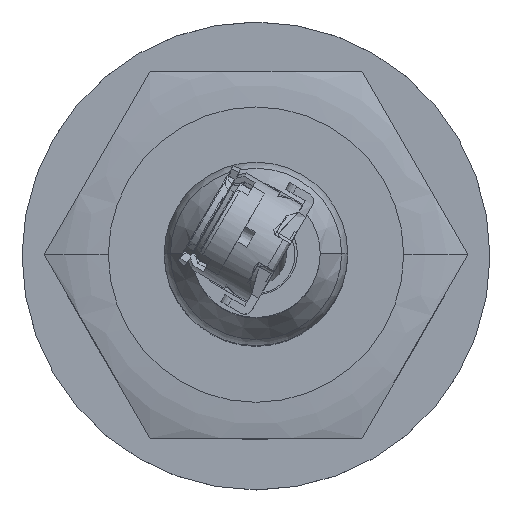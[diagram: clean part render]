
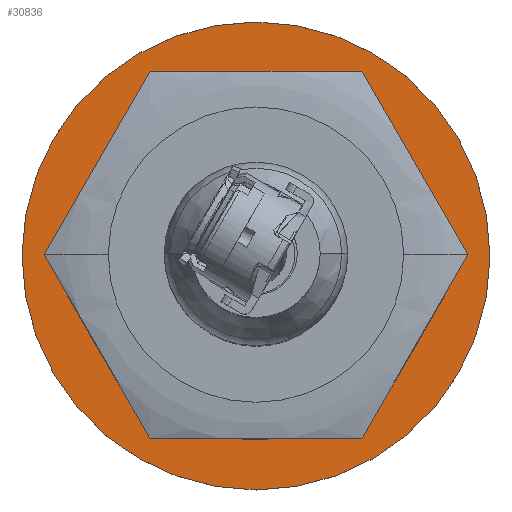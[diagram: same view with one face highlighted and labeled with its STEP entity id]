
A CAD part, top view. The second image highlights one B-rep face of the part: STEP entity #30836.
In plain terms, the highlighted face is planar.
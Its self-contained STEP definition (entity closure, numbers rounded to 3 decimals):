
#193 = FACE_BOUND ( 'NONE', #22517, .T. ) ;
#1073 = DIRECTION ( 'NONE',  ( 0., 0., -1. ) ) ;
#2228 = AXIS2_PLACEMENT_3D ( 'NONE', #22847, #2601, #1073 ) ;
#2601 = DIRECTION ( 'NONE',  ( 1., 0., 0. ) ) ;
#2997 = AXIS2_PLACEMENT_3D ( 'NONE', #3755, #22459, #3919 ) ;
#3755 = CARTESIAN_POINT ( 'NONE',  ( 0., 0., 0. ) ) ;
#3919 = DIRECTION ( 'NONE',  ( 0., 0., -1. ) ) ;
#4819 = FACE_OUTER_BOUND ( 'NONE', #30153, .T. ) ;
#7760 = AXIS2_PLACEMENT_3D ( 'NONE', #17276, #17117, #17610 ) ;
#7773 = CIRCLE ( 'NONE', #2997, 5.1 ) ;
#8607 = EDGE_CURVE ( 'NONE', #24790, #14063, #11223, .T. ) ;
#10168 = CARTESIAN_POINT ( 'NONE',  ( 0., 0., 5.1 ) ) ;
#10280 = CARTESIAN_POINT ( 'NONE',  ( 0., 0., 0. ) ) ;
#11074 = CARTESIAN_POINT ( 'NONE',  ( 0., 0., -5.1 ) ) ;
#11223 = CIRCLE ( 'NONE', #2228, 5.1 ) ;
#11350 = DIRECTION ( 'NONE',  ( 0., 0., -1. ) ) ;
#14063 = VERTEX_POINT ( 'NONE', #11074 ) ;
#14911 = CIRCLE ( 'NONE', #22856, 4. ) ;
#16085 = CARTESIAN_POINT ( 'NONE',  ( 0., 0., -4. ) ) ;
#16812 = EDGE_CURVE ( 'NONE', #30373, #22631, #26292, .T. ) ;
#16840 = CARTESIAN_POINT ( 'NONE',  ( 0., 0., 4. ) ) ;
#17117 = DIRECTION ( 'NONE',  ( 1., 0., 0. ) ) ;
#17276 = CARTESIAN_POINT ( 'NONE',  ( 0., 0., 0. ) ) ;
#17610 = DIRECTION ( 'NONE',  ( 0., 0., -1. ) ) ;
#18438 = AXIS2_PLACEMENT_3D ( 'NONE', #10280, #30058, #27880 ) ;
#20168 = EDGE_CURVE ( 'NONE', #22631, #30373, #14911, .T. ) ;
#22459 = DIRECTION ( 'NONE',  ( 1., 0., 0. ) ) ;
#22517 = EDGE_LOOP ( 'NONE', ( #29253, #29691 ) ) ;
#22631 = VERTEX_POINT ( 'NONE', #16840 ) ;
#22847 = CARTESIAN_POINT ( 'NONE',  ( 0., 0., 0. ) ) ;
#22856 = AXIS2_PLACEMENT_3D ( 'NONE', #28781, #26458, #11350 ) ;
#23771 = ORIENTED_EDGE ( 'NONE', *, *, #26010, .F. ) ;
#24705 = ORIENTED_EDGE ( 'NONE', *, *, #8607, .F. ) ;
#24790 = VERTEX_POINT ( 'NONE', #10168 ) ;
#26010 = EDGE_CURVE ( 'NONE', #14063, #24790, #7773, .T. ) ;
#26292 = CIRCLE ( 'NONE', #7760, 4. ) ;
#26458 = DIRECTION ( 'NONE',  ( 1., 0., 0. ) ) ;
#27880 = DIRECTION ( 'NONE',  ( 0., 0., -1. ) ) ;
#28781 = CARTESIAN_POINT ( 'NONE',  ( 0., 0., 0. ) ) ;
#29253 = ORIENTED_EDGE ( 'NONE', *, *, #20168, .T. ) ;
#29691 = ORIENTED_EDGE ( 'NONE', *, *, #16812, .T. ) ;
#29890 = PLANE ( 'NONE',  #18438 ) ;
#30058 = DIRECTION ( 'NONE',  ( 1., 0., 0. ) ) ;
#30153 = EDGE_LOOP ( 'NONE', ( #24705, #23771 ) ) ;
#30373 = VERTEX_POINT ( 'NONE', #16085 ) ;
#30836 = ADVANCED_FACE ( 'NONE', ( #4819, #193 ), #29890, .F. ) ;
